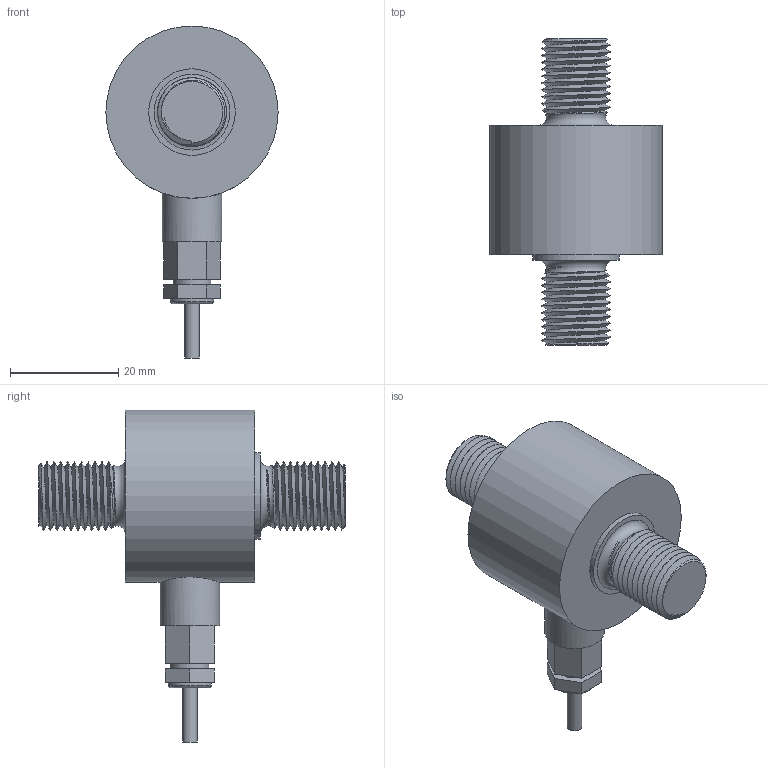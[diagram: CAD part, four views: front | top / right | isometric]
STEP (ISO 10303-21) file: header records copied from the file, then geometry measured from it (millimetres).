
FILE_DESCRIPTION(/* description */ (''),/* implementation_level */ '2;1');
FILE_NAME(/* name */ '247BSWM-5Klb v1.step',/* time_stamp */ '2020-01-21T14:39:25-08:00',/* author */ (''),/* organization */ (''),/* preprocessor_version */ 'ST-DEVELOPER v18',/* originating_system */ 'Autodesk Translation Framework v8.12.0.6',/* authorisation */ '');
FILE_SCHEMA (('AUTOMOTIVE_DESIGN { 1 0 10303 214 3 1 1 }'));
Length unit declared in the file: millimetre
Products named in the file (1): 247BSWM-5Klb
Bounding box: 31.8 x 56.6 x 61.3 mm (x, y, z)
Volume: 24114.6 mm3; surface area: 6896.2 mm2
Topology: 1 solids, 1 shells, 63 faces, 169 edges, 117 vertices
Faces by surface type: cylinder 28, plane 26, bspline 4, torus 3, cone 2
Full cylindrical faces by diameter (mm): 2.7 x1, 7 x1, 8 x1, 11 x1, 12.7 x18, 16 x1, 31.8 x1
Entity records: 5449 total; most frequent: CARTESIAN_POINT 3927, ORIENTED_EDGE 338, DIRECTION 263, EDGE_CURVE 169, VERTEX_POINT 117, AXIS2_PLACEMENT_3D 98, EDGE_LOOP 72, LINE 67
